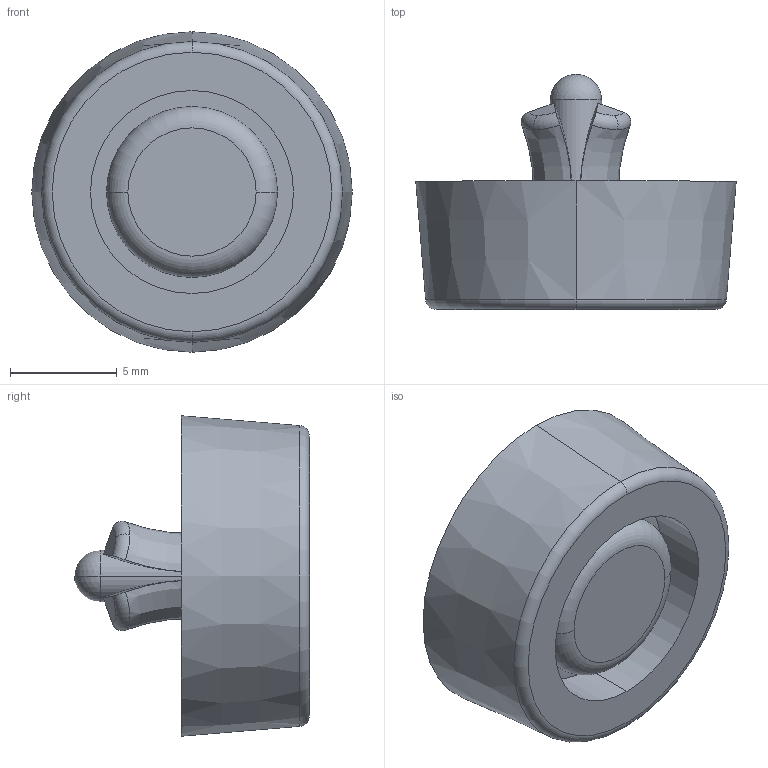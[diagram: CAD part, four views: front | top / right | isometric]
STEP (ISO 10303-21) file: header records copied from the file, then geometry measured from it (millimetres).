
FILE_DESCRIPTION (( 'STEP AP203' ), '1' );
FILE_NAME ('CP-30-FF-6.STEP', '2021-02-08T07:21:12', ( '' ), ( '' ), 'SwSTEP 2.0', 'SolidWorks 2018', '' );
FILE_SCHEMA (( 'CONFIG_CONTROL_DESIGN' ));
Length unit declared in the file: millimetre
Products named in the file (4): CP-30-FF-6_pin_; CP-30-FF-6; CP-30-FF-6_foot_; CP-30-FF-6_rivet2__挿入後
Assembly tree (3 placements, depth 2):
  CP-30-FF-6
    CP-30-FF-6_foot_
    CP-30-FF-6_rivet2__挿入後
    CP-30-FF-6_pin_
Bounding box: 15 x 11 x 15 mm (x, y, z)
Volume: 941.4 mm3; surface area: 1123.2 mm2
Topology: 3 solids, 3 shells, 84 faces, 215 edges, 138 vertices
Faces by surface type: plane 24, bspline 20, torus 14, cylinder 12, sphere 10, cone 4
Entity records: 5392 total; most frequent: CARTESIAN_POINT 3174, ORIENTED_EDGE 422, DIRECTION 309, EDGE_CURVE 211, AXIS2_PLACEMENT_3D 136, VERTEX_POINT 136, B_SPLINE_CURVE_WITH_KNOTS 108, EDGE_LOOP 91
